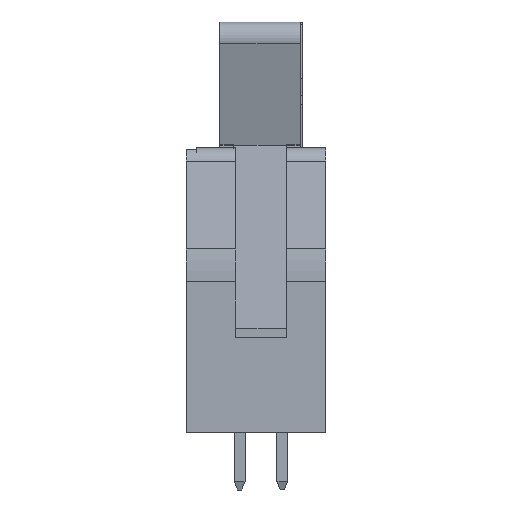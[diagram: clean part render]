
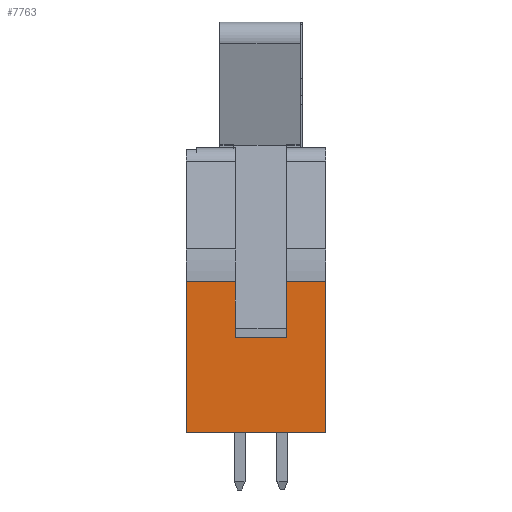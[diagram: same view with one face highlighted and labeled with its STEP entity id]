
A CAD part, left-side view. The second image highlights one B-rep face of the part: STEP entity #7763.
In plain terms, the highlighted planar face has unit normal (-1, 0, 0).
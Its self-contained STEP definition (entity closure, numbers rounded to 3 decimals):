
#996=ORIENTED_EDGE('',*,*,#3107,.T.);
#997=ORIENTED_EDGE('',*,*,#3030,.T.);
#998=ORIENTED_EDGE('',*,*,#3064,.F.);
#999=ORIENTED_EDGE('',*,*,#2981,.F.);
#1000=ORIENTED_EDGE('',*,*,#2530,.T.);
#1001=ORIENTED_EDGE('',*,*,#3108,.T.);
#1002=ORIENTED_EDGE('',*,*,#3109,.F.);
#1003=ORIENTED_EDGE('',*,*,#3110,.F.);
#2530=EDGE_CURVE('',#3651,#3650,#4394,.T.);
#2981=EDGE_CURVE('',#3651,#4057,#4817,.T.);
#3030=EDGE_CURVE('',#4091,#4092,#4858,.T.);
#3064=EDGE_CURVE('',#4057,#4092,#4885,.T.);
#3107=EDGE_CURVE('',#4134,#4091,#4925,.T.);
#3108=EDGE_CURVE('',#3650,#4135,#4926,.T.);
#3109=EDGE_CURVE('',#4136,#4135,#4927,.T.);
#3110=EDGE_CURVE('',#4134,#4136,#4928,.T.);
#3650=VERTEX_POINT('',#10526);
#3651=VERTEX_POINT('',#10528);
#4057=VERTEX_POINT('',#11459);
#4091=VERTEX_POINT('',#11552);
#4092=VERTEX_POINT('',#11554);
#4134=VERTEX_POINT('',#11698);
#4135=VERTEX_POINT('',#11700);
#4136=VERTEX_POINT('',#11702);
#4394=LINE('',#10527,#5447);
#4817=LINE('',#11458,#5870);
#4858=LINE('',#11555,#5911);
#4885=LINE('',#11617,#5938);
#4925=LINE('',#11697,#5978);
#4926=LINE('',#11699,#5979);
#4927=LINE('',#11701,#5980);
#4928=LINE('',#11703,#5981);
#5447=VECTOR('',#8536,1000.);
#5870=VECTOR('',#9163,1000.);
#5911=VECTOR('',#9244,1000.);
#5938=VECTOR('',#9303,1000.);
#5978=VECTOR('',#9379,1000.);
#5979=VECTOR('',#9380,1000.);
#5980=VECTOR('',#9381,1000.);
#5981=VECTOR('',#9382,1000.);
#6607=EDGE_LOOP('',(#996,#997,#998,#999,#1000,#1001,#1002,#1003));
#7028=FACE_BOUND('',#6607,.T.);
#7423=PLANE('',#8205);
#7763=ADVANCED_FACE('',(#7028),#7423,.T.);
#8205=AXIS2_PLACEMENT_3D('',#11696,#9377,#9378);
#8536=DIRECTION('',(0.,0.,1.));
#9163=DIRECTION('',(0.,1.,0.));
#9244=DIRECTION('',(0.,1.,0.));
#9303=DIRECTION('',(0.,0.,1.));
#9377=DIRECTION('',(-1.,0.,0.));
#9378=DIRECTION('',(0.,0.,1.));
#9379=DIRECTION('',(0.,0.,1.));
#9380=DIRECTION('',(0.,1.,0.));
#9381=DIRECTION('',(0.,0.,1.));
#9382=DIRECTION('',(0.,-1.,0.));
#10526=CARTESIAN_POINT('',(-31.34,-4.15,4.01));
#10527=CARTESIAN_POINT('',(-31.34,-4.15,-5.));
#10528=CARTESIAN_POINT('',(-31.34,-4.15,-5.));
#11458=CARTESIAN_POINT('',(-31.34,-4.15,-5.));
#11459=CARTESIAN_POINT('',(-31.34,4.15,-5.));
#11552=CARTESIAN_POINT('',(-31.34,1.225,4.01));
#11554=CARTESIAN_POINT('',(-31.34,4.15,4.01));
#11555=CARTESIAN_POINT('',(-31.34,-4.15,4.01));
#11617=CARTESIAN_POINT('',(-31.34,4.15,-5.));
#11696=CARTESIAN_POINT('',(-31.34,-4.15,-5.));
#11697=CARTESIAN_POINT('',(-31.34,1.225,0.7));
#11698=CARTESIAN_POINT('',(-31.34,1.225,0.7));
#11699=CARTESIAN_POINT('',(-31.34,-4.15,4.01));
#11700=CARTESIAN_POINT('',(-31.34,-1.825,4.01));
#11701=CARTESIAN_POINT('',(-31.34,-1.825,0.7));
#11702=CARTESIAN_POINT('',(-31.34,-1.825,0.7));
#11703=CARTESIAN_POINT('',(-31.34,1.225,0.7));
